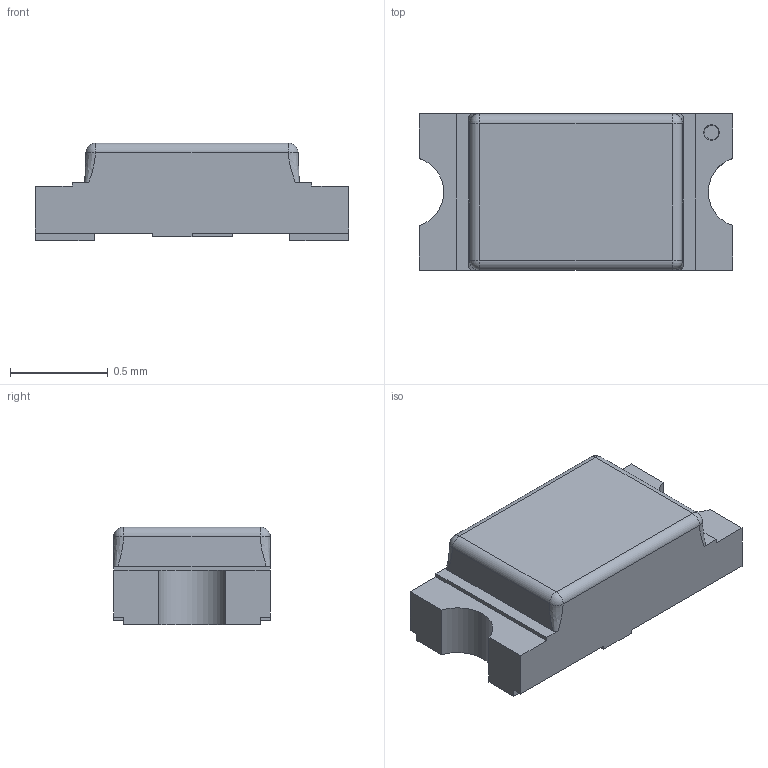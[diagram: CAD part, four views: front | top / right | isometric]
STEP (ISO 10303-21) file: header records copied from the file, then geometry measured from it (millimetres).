
FILE_DESCRIPTION((''),'2;1');
FILE_NAME('4500521862723','2023-12-18T14:11:22',('JGoswami'),(''),'CREO PARAMETRIC BY PTC INC, 2021304','CREO PARAMETRIC BY PTC INC, 2021304','');
FILE_SCHEMA(('CONFIG_CONTROL_DESIGN'));
Length unit declared in the file: inch
Products named in the file (1): 4500521862723
Bounding box: 1.6 x 0.8 x 0.5 mm (x, y, z)
Volume: 0.5 mm3; surface area: 4.6 mm2
Topology: 1 solids, 1 shells, 49 faces, 132 edges, 82 vertices
Faces by surface type: plane 33, cylinder 6, bspline 4, sphere 4, cone 2
Entity records: 1603 total; most frequent: CARTESIAN_POINT 378, ORIENTED_EDGE 256, DIRECTION 228, EDGE_CURVE 128, VECTOR 94, LINE 94, VERTEX_POINT 82, AXIS2_PLACEMENT_3D 67
